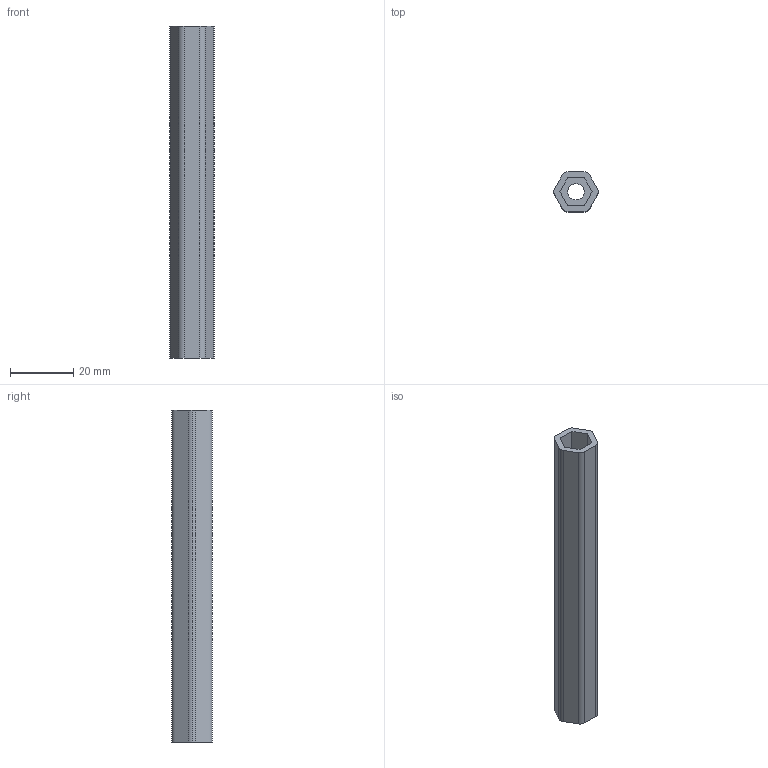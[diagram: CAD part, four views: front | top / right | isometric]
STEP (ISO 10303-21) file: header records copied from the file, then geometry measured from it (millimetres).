
FILE_DESCRIPTION (( 'STEP AP203' ), '1' );
FILE_NAME ('Hex plunger.STEP', '2018-06-11T02:12:40', ( '' ), ( '' ), 'SwSTEP 2.0', 'SolidWorks 2016', '' );
FILE_SCHEMA (( 'CONFIG_CONTROL_DESIGN' ));
Length unit declared in the file: millimetre
Products named in the file (1): Hex plunger
Bounding box: 14.05 x 12.7 x 105 mm (x, y, z)
Volume: 8820.6 mm3; surface area: 8410.8 mm2
Topology: 1 solids, 1 shells, 163 faces, 471 edges, 312 vertices
Faces by surface type: cylinder 127, plane 27, bspline 9
Entity records: 19216 total; most frequent: CARTESIAN_POINT 15571, ORIENTED_EDGE 942, DIRECTION 569, EDGE_CURVE 471, VERTEX_POINT 312, AXIS2_PLACEMENT_3D 190, VECTOR 189, LINE 189
